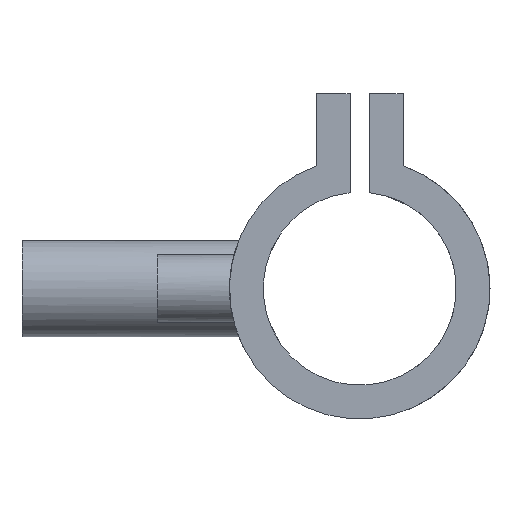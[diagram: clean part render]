
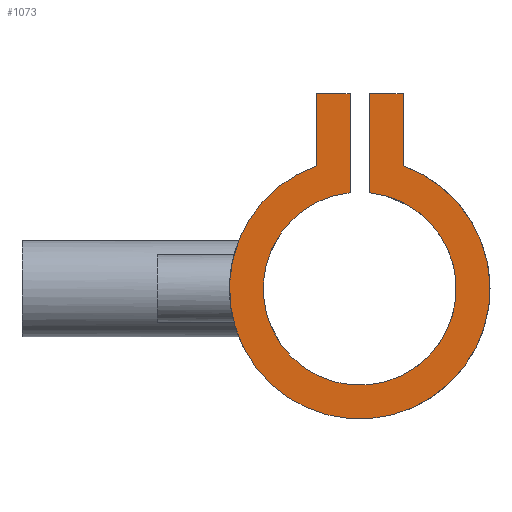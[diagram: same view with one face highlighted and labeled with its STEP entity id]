
A CAD part, left-side view. The second image highlights one B-rep face of the part: STEP entity #1073.
In plain terms, the highlighted planar face has unit normal (-1, 0, 0).
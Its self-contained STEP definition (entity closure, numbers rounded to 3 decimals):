
#2 = CARTESIAN_POINT ( 'NONE',  ( -60., 9., 40.456 ) ) ;
#3 = VERTEX_POINT ( 'NONE', #611 ) ;
#32 = VERTEX_POINT ( 'NONE', #1569 ) ;
#48 = VECTOR ( 'NONE', #392, 1000. ) ;
#110 = VECTOR ( 'NONE', #343, 1000. ) ;
#133 = VECTOR ( 'NONE', #1572, 1000. ) ;
#137 = CARTESIAN_POINT ( 'NONE',  ( -60., 9., 40.456 ) ) ;
#150 = LINE ( 'NONE', #411, #48 ) ;
#190 = EDGE_CURVE ( 'NONE', #1269, #32, #1236, .T. ) ;
#196 = CARTESIAN_POINT ( 'NONE',  ( -60., -2., 40.456 ) ) ;
#199 = EDGE_CURVE ( 'NONE', #447, #1741, #425, .T. ) ;
#219 = DIRECTION ( 'NONE',  ( 0., 0., -1. ) ) ;
#224 = ORIENTED_EDGE ( 'NONE', *, *, #1035, .F. ) ;
#267 = PLANE ( 'NONE',  #949 ) ;
#283 = VECTOR ( 'NONE', #693, 1000. ) ;
#306 = ORIENTED_EDGE ( 'NONE', *, *, #1357, .F. ) ;
#343 = DIRECTION ( 'NONE',  ( 0., 0., 1. ) ) ;
#391 = DIRECTION ( 'NONE',  ( 0., 0., -1. ) ) ;
#392 = DIRECTION ( 'NONE',  ( 0., 0., -1. ) ) ;
#393 = VECTOR ( 'NONE', #1793, 1000. ) ;
#411 = CARTESIAN_POINT ( 'NONE',  ( -60., -9., 40.456 ) ) ;
#425 = CIRCLE ( 'NONE', #1002, 27. ) ;
#435 = ORIENTED_EDGE ( 'NONE', *, *, #522, .F. ) ;
#447 = VERTEX_POINT ( 'NONE', #1628 ) ;
#508 = ORIENTED_EDGE ( 'NONE', *, *, #190, .F. ) ;
#522 = EDGE_CURVE ( 'NONE', #3, #613, #548, .T. ) ;
#539 = LINE ( 'NONE', #137, #283 ) ;
#548 = LINE ( 'NONE', #973, #659 ) ;
#550 = CARTESIAN_POINT ( 'NONE',  ( -60., 0., 0. ) ) ;
#611 = CARTESIAN_POINT ( 'NONE',  ( -60., 2., 40.456 ) ) ;
#613 = VERTEX_POINT ( 'NONE', #844 ) ;
#656 = LINE ( 'NONE', #1574, #110 ) ;
#659 = VECTOR ( 'NONE', #1102, 1000. ) ;
#693 = DIRECTION ( 'NONE',  ( 0., -1., 0. ) ) ;
#703 = DIRECTION ( 'NONE',  ( 1., 0., 0. ) ) ;
#716 = EDGE_CURVE ( 'NONE', #32, #1050, #1021, .T. ) ;
#839 = DIRECTION ( 'NONE',  ( 1., 0., 0. ) ) ;
#844 = CARTESIAN_POINT ( 'NONE',  ( -60., 2., 19.9 ) ) ;
#854 = CARTESIAN_POINT ( 'NONE',  ( -60., 9., 25.456 ) ) ;
#949 = AXIS2_PLACEMENT_3D ( 'NONE', #1096, #839, #988 ) ;
#973 = CARTESIAN_POINT ( 'NONE',  ( -60., 2., 40.456 ) ) ;
#988 = DIRECTION ( 'NONE',  ( 0., 0., -1. ) ) ;
#994 = ORIENTED_EDGE ( 'NONE', *, *, #1588, .F. ) ;
#1002 = AXIS2_PLACEMENT_3D ( 'NONE', #550, #703, #391 ) ;
#1021 = LINE ( 'NONE', #196, #133 ) ;
#1035 = EDGE_CURVE ( 'NONE', #1050, #447, #150, .T. ) ;
#1042 = VERTEX_POINT ( 'NONE', #2 ) ;
#1050 = VERTEX_POINT ( 'NONE', #1255 ) ;
#1073 = ADVANCED_FACE ( 'NONE', ( #1784 ), #267, .F. ) ;
#1079 = CARTESIAN_POINT ( 'NONE',  ( -60., -2., 40.456 ) ) ;
#1087 = CIRCLE ( 'NONE', #1466, 20. ) ;
#1096 = CARTESIAN_POINT ( 'NONE',  ( -60., 0., 0. ) ) ;
#1102 = DIRECTION ( 'NONE',  ( 0., 0., -1. ) ) ;
#1153 = ORIENTED_EDGE ( 'NONE', *, *, #716, .F. ) ;
#1197 = CARTESIAN_POINT ( 'NONE',  ( -60., 0., 0. ) ) ;
#1236 = LINE ( 'NONE', #1079, #393 ) ;
#1242 = EDGE_CURVE ( 'NONE', #613, #1269, #1087, .T. ) ;
#1255 = CARTESIAN_POINT ( 'NONE',  ( -60., -9., 40.456 ) ) ;
#1269 = VERTEX_POINT ( 'NONE', #1524 ) ;
#1274 = ORIENTED_EDGE ( 'NONE', *, *, #199, .F. ) ;
#1283 = EDGE_LOOP ( 'NONE', ( #1274, #224, #1153, #508, #1528, #435, #306, #994 ) ) ;
#1357 = EDGE_CURVE ( 'NONE', #1042, #3, #539, .T. ) ;
#1466 = AXIS2_PLACEMENT_3D ( 'NONE', #1197, #1488, #219 ) ;
#1488 = DIRECTION ( 'NONE',  ( -1., 0., 0. ) ) ;
#1524 = CARTESIAN_POINT ( 'NONE',  ( -60., -2., 19.9 ) ) ;
#1528 = ORIENTED_EDGE ( 'NONE', *, *, #1242, .F. ) ;
#1569 = CARTESIAN_POINT ( 'NONE',  ( -60., -2., 40.456 ) ) ;
#1572 = DIRECTION ( 'NONE',  ( 0., -1., 0. ) ) ;
#1574 = CARTESIAN_POINT ( 'NONE',  ( -60., 9., 40.456 ) ) ;
#1588 = EDGE_CURVE ( 'NONE', #1741, #1042, #656, .T. ) ;
#1628 = CARTESIAN_POINT ( 'NONE',  ( -60., -9., 25.456 ) ) ;
#1741 = VERTEX_POINT ( 'NONE', #854 ) ;
#1784 = FACE_OUTER_BOUND ( 'NONE', #1283, .T. ) ;
#1793 = DIRECTION ( 'NONE',  ( 0., 0., 1. ) ) ;
